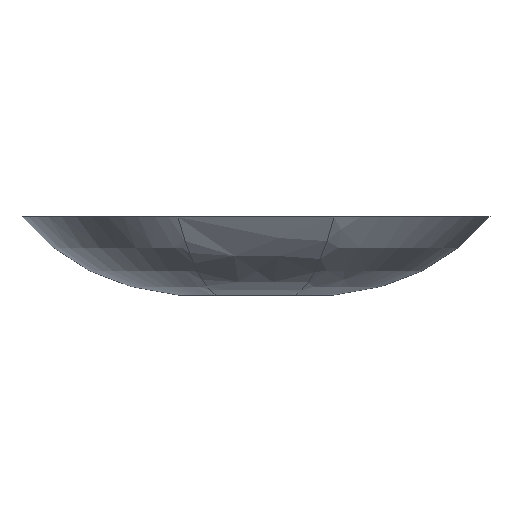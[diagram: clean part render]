
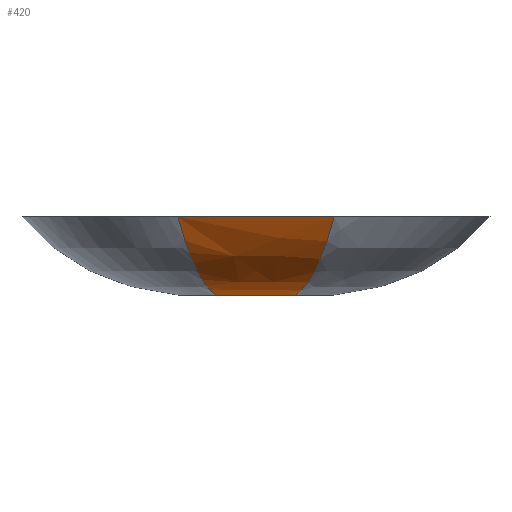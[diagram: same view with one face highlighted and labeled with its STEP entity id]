
A CAD part, front view. The second image highlights one B-rep face of the part: STEP entity #420.
In plain terms, the highlighted free-form (B-spline) face has degree [3, 3] with [4, 6] control points.
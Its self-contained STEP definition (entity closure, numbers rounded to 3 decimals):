
#2 = CARTESIAN_POINT ( 'NONE',  ( 111.199, -41.513, 15.182 ) ) ;
#3 = CARTESIAN_POINT ( 'NONE',  ( 129.667, -181.013, 95.729 ) ) ;
#10 = VERTEX_POINT ( 'NONE', #504 ) ;
#41 = CARTESIAN_POINT ( 'NONE',  ( 185.534, -124.68, 37.172 ) ) ;
#53 = VERTEX_POINT ( 'NONE', #741 ) ;
#92 = CARTESIAN_POINT ( 'NONE',  ( 144.533, -41.513, 15.182 ) ) ;
#100 = CARTESIAN_POINT ( 'NONE',  ( 194.533, -191.513, 115.182 ) ) ;
#107 = VERTEX_POINT ( 'NONE', #968 ) ;
#115 = CARTESIAN_POINT ( 'NONE',  ( 234.073, -124.68, 37.172 ) ) ;
#138 = CARTESIAN_POINT ( 'NONE',  ( 161.199, -191.513, 115.182 ) ) ;
#141 = CARTESIAN_POINT ( 'NONE',  ( 66.553, -181.013, 95.729 ) ) ;
#144 = CARTESIAN_POINT ( 'NONE',  ( 181.76, -87.19, 20.505 ) ) ;
#146 = CARTESIAN_POINT ( 'NONE',  ( 222.783, -87.19, 20.505 ) ) ;
#152 = VECTOR ( 'NONE', #1399, 1000. ) ;
#154 = CARTESIAN_POINT ( 'NONE',  ( 131.481, -168.503, 79.063 ) ) ;
#181 = CARTESIAN_POINT ( 'NONE',  ( 161.199, -41.513, 15.182 ) ) ;
#210 = CARTESIAN_POINT ( 'NONE',  ( 190.999, -168.503, 79.063 ) ) ;
#241 = CARTESIAN_POINT ( 'NONE',  ( 140.737, -87.19, 20.505 ) ) ;
#259 = ORIENTED_EDGE ( 'NONE', *, *, #1000, .F. ) ;
#262 = CARTESIAN_POINT ( 'NONE',  ( 261.199, -191.513, 115.182 ) ) ;
#265 = CARTESIAN_POINT ( 'NONE',  ( 255.894, -181.013, 95.729 ) ) ;
#299 = CARTESIAN_POINT ( 'NONE',  ( 99.714, -87.19, 20.505 ) ) ;
#353 = CARTESIAN_POINT ( 'NONE',  ( 127.866, -191.513, 115.182 ) ) ;
#385 = VERTEX_POINT ( 'NONE', #842 ) ;
#415 = LINE ( 'NONE', #138, #152 ) ;
#420 = ADVANCED_FACE ( 'NONE', ( #441 ), #1151, .F. ) ;
#433 = CARTESIAN_POINT ( 'NONE',  ( 71.963, -168.503, 79.063 ) ) ;
#441 = FACE_OUTER_BOUND ( 'NONE', #511, .T. ) ;
#446 = CARTESIAN_POINT ( 'NONE',  ( 245.19, -159.827, 56.477 ) ) ;
#453 = CARTESIAN_POINT ( 'NONE',  ( 88.457, -124.68, 37.172 ) ) ;
#504 = CARTESIAN_POINT ( 'NONE',  ( 61.199, -191.513, 115.182 ) ) ;
#511 = EDGE_LOOP ( 'NONE', ( #816, #259, #789, #796 ) ) ;
#513 = CARTESIAN_POINT ( 'NONE',  ( 61.199, -191.513, 115.182 ) ) ;
#541 = CARTESIAN_POINT ( 'NONE',  ( 192.781, -181.013, 95.729 ) ) ;
#552 = LINE ( 'NONE', #181, #787 ) ;
#572 = CARTESIAN_POINT ( 'NONE',  ( 66.553, -181.013, 95.729 ) ) ;
#591 = EDGE_CURVE ( 'NONE', #10, #107, #1469, .T. ) ;
#624 = CARTESIAN_POINT ( 'NONE',  ( 136.996, -124.68, 37.172 ) ) ;
#633 = CARTESIAN_POINT ( 'NONE',  ( 61.199, -191.513, 115.182 ) ) ;
#687 = CARTESIAN_POINT ( 'NONE',  ( 99.714, -87.19, 20.505 ) ) ;
#739 = CARTESIAN_POINT ( 'NONE',  ( 177.866, -41.513, 15.182 ) ) ;
#741 = CARTESIAN_POINT ( 'NONE',  ( 261.199, -191.513, 115.182 ) ) ;
#742 = CARTESIAN_POINT ( 'NONE',  ( 111.199, -41.513, 15.182 ) ) ;
#776 = CARTESIAN_POINT ( 'NONE',  ( 88.457, -124.68, 37.172 ) ) ;
#787 = VECTOR ( 'NONE', #1427, 1000. ) ;
#789 = ORIENTED_EDGE ( 'NONE', *, *, #591, .T. ) ;
#796 = ORIENTED_EDGE ( 'NONE', *, *, #845, .T. ) ;
#798 = CARTESIAN_POINT ( 'NONE',  ( 211.199, -41.513, 15.182 ) ) ;
#816 = ORIENTED_EDGE ( 'NONE', *, *, #1535, .F. ) ;
#842 = CARTESIAN_POINT ( 'NONE',  ( 211.199, -41.513, 15.182 ) ) ;
#845 = EDGE_CURVE ( 'NONE', #107, #385, #552, .T. ) ;
#871 = B_SPLINE_CURVE_WITH_KNOTS ( 'NONE', 3,
 ( #1060, #446, #1487, #1298 ),
 .UNSPECIFIED., .F., .F.,
 ( 4, 4 ),
 ( 0., 1. ),
 .UNSPECIFIED. ) ;
#965 = CARTESIAN_POINT ( 'NONE',  ( 250.518, -168.503, 79.063 ) ) ;
#968 = CARTESIAN_POINT ( 'NONE',  ( 111.199, -41.513, 15.182 ) ) ;
#973 = CARTESIAN_POINT ( 'NONE',  ( 71.963, -168.503, 79.063 ) ) ;
#1000 = EDGE_CURVE ( 'NONE', #10, #53, #415, .T. ) ;
#1060 = CARTESIAN_POINT ( 'NONE',  ( 261.199, -191.513, 115.182 ) ) ;
#1151 = B_SPLINE_SURFACE_WITH_KNOTS ( 'NONE', 3, 3, ( 
 ( #798, #146, #115, #965, #265, #262 ),
 ( #739, #144, #41, #210, #541, #100 ),
 ( #92, #241, #624, #154, #3, #353 ),
 ( #742, #299, #776, #433, #141, #633 ) ),
 .UNSPECIFIED., .F., .F., .F.,
 ( 4, 4 ),
 ( 4, 2, 4 ),
 ( 0., 1. ),
 ( 0., 0.669, 1. ),
 .UNSPECIFIED. ) ;
#1298 = CARTESIAN_POINT ( 'NONE',  ( 211.199, -41.513, 15.182 ) ) ;
#1399 = DIRECTION ( 'NONE',  ( 1., 0., 0. ) ) ;
#1427 = DIRECTION ( 'NONE',  ( 1., 0., 0. ) ) ;
#1469 = B_SPLINE_CURVE_WITH_KNOTS ( 'NONE', 3,
 ( #513, #572, #973, #453, #687, #2 ),
 .UNSPECIFIED., .F., .F.,
 ( 4, 2, 4 ),
 ( 0., 0.331, 1. ),
 .UNSPECIFIED. ) ;
#1487 = CARTESIAN_POINT ( 'NONE',  ( 228.523, -109.827, 23.143 ) ) ;
#1535 = EDGE_CURVE ( 'NONE', #53, #385, #871, .T. ) ;
